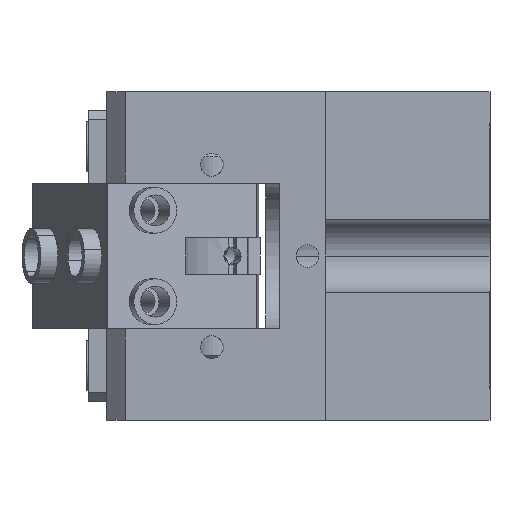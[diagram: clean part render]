
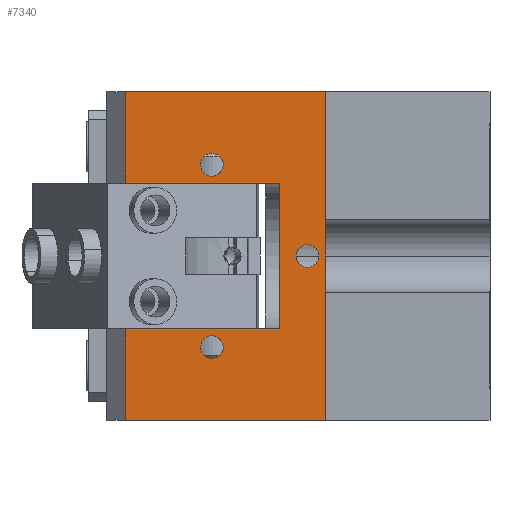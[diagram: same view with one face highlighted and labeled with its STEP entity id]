
A CAD part, left-side view. The second image highlights one B-rep face of the part: STEP entity #7340.
In plain terms, the highlighted planar face has unit normal (-1, 0, 0).
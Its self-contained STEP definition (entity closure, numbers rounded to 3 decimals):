
#409 = AXIS2_PLACEMENT_3D ( 'NONE', #3875, #3877, #3878 ) ;
#1130 = CARTESIAN_POINT ( 'NONE',  ( -30., 36., -8. ) ) ;
#1147 = CARTESIAN_POINT ( 'NONE',  ( -30., 14., 18. ) ) ;
#1148 = CARTESIAN_POINT ( 'NONE',  ( -30., 36., 8. ) ) ;
#1149 = CARTESIAN_POINT ( 'NONE',  ( -30., 19.1, 8. ) ) ;
#1150 = CARTESIAN_POINT ( 'NONE',  ( -30., 19.1, -8. ) ) ;
#1151 = CARTESIAN_POINT ( 'NONE',  ( -30., 36., 18. ) ) ;
#3872 = PLANE ( 'NONE',  #409 ) ;
#3875 = CARTESIAN_POINT ( 'NONE',  ( -30., 14., -18. ) ) ;
#3877 = DIRECTION ( 'NONE',  ( -1., 0., 0. ) ) ;
#3878 = DIRECTION ( 'NONE',  ( 0., 0., 1. ) ) ;
#4408 = CARTESIAN_POINT ( 'NONE',  ( -30., 36., -18. ) ) ;
#4410 = CARTESIAN_POINT ( 'NONE',  ( -30., 14., -18. ) ) ;
#4516 = CARTESIAN_POINT ( 'NONE',  ( -30., 26.5, 11.25 ) ) ;
#4520 = CARTESIAN_POINT ( 'NONE',  ( -30., 26.5, -8.75 ) ) ;
#4523 = CARTESIAN_POINT ( 'NONE',  ( -30., 26.5, -11.25 ) ) ;
#4524 = CARTESIAN_POINT ( 'NONE',  ( -30., 16., -1.25 ) ) ;
#4529 = CARTESIAN_POINT ( 'NONE',  ( -30., 26.5, 8.75 ) ) ;
#4537 = CARTESIAN_POINT ( 'NONE',  ( -30., 16., 1.25 ) ) ;
#5643 = CARTESIAN_POINT ( 'NONE',  ( -30., 16., 0. ) ) ;
#5650 = DIRECTION ( 'NONE',  ( -1., 0., 0. ) ) ;
#5651 = DIRECTION ( 'NONE',  ( 0., 0., 1. ) ) ;
#5656 = CARTESIAN_POINT ( 'NONE',  ( -30., 26.5, 10. ) ) ;
#5658 = CARTESIAN_POINT ( 'NONE',  ( -30., 26.5, -10. ) ) ;
#5665 = DIRECTION ( 'NONE',  ( -1., 0., 0. ) ) ;
#5666 = DIRECTION ( 'NONE',  ( 0., 0., 1. ) ) ;
#5670 = DIRECTION ( 'NONE',  ( -1., 0., 0. ) ) ;
#5671 = DIRECTION ( 'NONE',  ( 0., 0., 1. ) ) ;
#5998 = VERTEX_POINT ( 'NONE', #4408 ) ;
#6000 = VERTEX_POINT ( 'NONE', #4410 ) ;
#6106 = VERTEX_POINT ( 'NONE', #4516 ) ;
#6110 = VERTEX_POINT ( 'NONE', #4520 ) ;
#6113 = VERTEX_POINT ( 'NONE', #4523 ) ;
#6114 = VERTEX_POINT ( 'NONE', #4524 ) ;
#6119 = VERTEX_POINT ( 'NONE', #4529 ) ;
#6127 = VERTEX_POINT ( 'NONE', #4537 ) ;
#6419 = CIRCLE ( 'NONE', #13147, 1.25 ) ;
#6430 = CIRCLE ( 'NONE', #13149, 1.25 ) ;
#6433 = CIRCLE ( 'NONE', #13153, 1.25 ) ;
#6712 = LINE ( 'NONE', #11719, #6713 ) ;
#6713 = VECTOR ( 'NONE', #11720, 1000. ) ;
#6844 = LINE ( 'NONE', #11871, #6845 ) ;
#6845 = VECTOR ( 'NONE', #11872, 1000. ) ;
#7004 = EDGE_LOOP ( 'NONE', ( #10309, #10307 ) ) ;
#7011 = EDGE_LOOP ( 'NONE', ( #10295, #10293, #10291, #10287, #10285, #10283, #10280, #10278 ) ) ;
#7014 = EDGE_LOOP ( 'NONE', ( #10305, #10301 ) ) ;
#7017 = EDGE_LOOP ( 'NONE', ( #10299, #10296 ) ) ;
#7340 = ADVANCED_FACE ( 'NONE', ( #17655, #17636, #17659, #17661 ), #3872, .T. ) ;
#10278 = ORIENTED_EDGE ( 'NONE', *, *, #14157, .F. ) ;
#10280 = ORIENTED_EDGE ( 'NONE', *, *, #14155, .F. ) ;
#10283 = ORIENTED_EDGE ( 'NONE', *, *, #14148, .T. ) ;
#10285 = ORIENTED_EDGE ( 'NONE', *, *, #13938, .T. ) ;
#10287 = ORIENTED_EDGE ( 'NONE', *, *, #14000, .F. ) ;
#10291 = ORIENTED_EDGE ( 'NONE', *, *, #14154, .F. ) ;
#10293 = ORIENTED_EDGE ( 'NONE', *, *, #14143, .F. ) ;
#10295 = ORIENTED_EDGE ( 'NONE', *, *, #14149, .T. ) ;
#10296 = ORIENTED_EDGE ( 'NONE', *, *, #13778, .F. ) ;
#10299 = ORIENTED_EDGE ( 'NONE', *, *, #14151, .F. ) ;
#10301 = ORIENTED_EDGE ( 'NONE', *, *, #13786, .F. ) ;
#10305 = ORIENTED_EDGE ( 'NONE', *, *, #14153, .F. ) ;
#10307 = ORIENTED_EDGE ( 'NONE', *, *, #13784, .F. ) ;
#10309 = ORIENTED_EDGE ( 'NONE', *, *, #14152, .F. ) ;
#11049 = LINE ( 'NONE', #12430, #11087 ) ;
#11087 = VECTOR ( 'NONE', #12431, 1000. ) ;
#11097 = LINE ( 'NONE', #12441, #11098 ) ;
#11098 = VECTOR ( 'NONE', #12442, 1000. ) ;
#11099 = LINE ( 'NONE', #12443, #11100 ) ;
#11100 = VECTOR ( 'NONE', #12444, 1000. ) ;
#11103 = LINE ( 'NONE', #12455, #11106 ) ;
#11105 = CIRCLE ( 'NONE', #13279, 1.25 ) ;
#11106 = VECTOR ( 'NONE', #12456, 1000. ) ;
#11107 = CIRCLE ( 'NONE', #13278, 1.25 ) ;
#11108 = LINE ( 'NONE', #12450, #11114 ) ;
#11109 = CIRCLE ( 'NONE', #13280, 1.25 ) ;
#11110 = LINE ( 'NONE', #12457, #11111 ) ;
#11111 = VECTOR ( 'NONE', #12458, 1000. ) ;
#11114 = VECTOR ( 'NONE', #12463, 1000. ) ;
#11719 = CARTESIAN_POINT ( 'NONE',  ( -30., 14., -18. ) ) ;
#11720 = DIRECTION ( 'NONE',  ( 0., -1., 0. ) ) ;
#11871 = CARTESIAN_POINT ( 'NONE',  ( -30., 36., -18. ) ) ;
#11872 = DIRECTION ( 'NONE',  ( 0., 0., 1. ) ) ;
#12105 = VERTEX_POINT ( 'NONE', #1130 ) ;
#12122 = VERTEX_POINT ( 'NONE', #1147 ) ;
#12123 = VERTEX_POINT ( 'NONE', #1148 ) ;
#12124 = VERTEX_POINT ( 'NONE', #1149 ) ;
#12125 = VERTEX_POINT ( 'NONE', #1150 ) ;
#12126 = VERTEX_POINT ( 'NONE', #1151 ) ;
#12427 = CARTESIAN_POINT ( 'NONE',  ( -30., 16., 0. ) ) ;
#12430 = CARTESIAN_POINT ( 'NONE',  ( -30., 19.1, -8. ) ) ;
#12431 = DIRECTION ( 'NONE',  ( 0., 0., 1. ) ) ;
#12434 = CARTESIAN_POINT ( 'NONE',  ( -30., 26.5, -10. ) ) ;
#12441 = CARTESIAN_POINT ( 'NONE',  ( -30., 14., -18. ) ) ;
#12442 = DIRECTION ( 'NONE',  ( 0., 0., 1. ) ) ;
#12443 = CARTESIAN_POINT ( 'NONE',  ( -30., 36., 8. ) ) ;
#12444 = DIRECTION ( 'NONE',  ( 0., -1., 0. ) ) ;
#12447 = CARTESIAN_POINT ( 'NONE',  ( -30., 26.5, 10. ) ) ;
#12448 = DIRECTION ( 'NONE',  ( -1., 0., 0. ) ) ;
#12449 = DIRECTION ( 'NONE',  ( 0., 0., 1. ) ) ;
#12450 = CARTESIAN_POINT ( 'NONE',  ( -30., 36., -18. ) ) ;
#12451 = DIRECTION ( 'NONE',  ( -1., 0., 0. ) ) ;
#12452 = DIRECTION ( 'NONE',  ( 0., 0., 1. ) ) ;
#12453 = DIRECTION ( 'NONE',  ( -1., 0., 0. ) ) ;
#12454 = DIRECTION ( 'NONE',  ( 0., 0., 1. ) ) ;
#12455 = CARTESIAN_POINT ( 'NONE',  ( -30., 36., -8. ) ) ;
#12456 = DIRECTION ( 'NONE',  ( 0., -1., 0. ) ) ;
#12457 = CARTESIAN_POINT ( 'NONE',  ( -30., 14., 18. ) ) ;
#12458 = DIRECTION ( 'NONE',  ( 0., -1., 0. ) ) ;
#12463 = DIRECTION ( 'NONE',  ( 0., 0., 1. ) ) ;
#13147 = AXIS2_PLACEMENT_3D ( 'NONE', #5643, #5650, #5651 ) ;
#13149 = AXIS2_PLACEMENT_3D ( 'NONE', #5658, #5665, #5666 ) ;
#13153 = AXIS2_PLACEMENT_3D ( 'NONE', #5656, #5670, #5671 ) ;
#13278 = AXIS2_PLACEMENT_3D ( 'NONE', #12434, #12451, #12452 ) ;
#13279 = AXIS2_PLACEMENT_3D ( 'NONE', #12427, #12448, #12449 ) ;
#13280 = AXIS2_PLACEMENT_3D ( 'NONE', #12447, #12453, #12454 ) ;
#13778 = EDGE_CURVE ( 'NONE', #6114, #6127, #6419, .T. ) ;
#13784 = EDGE_CURVE ( 'NONE', #6113, #6110, #6430, .T. ) ;
#13786 = EDGE_CURVE ( 'NONE', #6119, #6106, #6433, .T. ) ;
#13938 = EDGE_CURVE ( 'NONE', #5998, #6000, #6712, .T. ) ;
#14000 = EDGE_CURVE ( 'NONE', #5998, #12105, #6844, .T. ) ;
#14143 = EDGE_CURVE ( 'NONE', #12125, #12124, #11049, .T. ) ;
#14148 = EDGE_CURVE ( 'NONE', #6000, #12122, #11097, .T. ) ;
#14149 = EDGE_CURVE ( 'NONE', #12123, #12124, #11099, .T. ) ;
#14151 = EDGE_CURVE ( 'NONE', #6127, #6114, #11105, .T. ) ;
#14152 = EDGE_CURVE ( 'NONE', #6110, #6113, #11107, .T. ) ;
#14153 = EDGE_CURVE ( 'NONE', #6106, #6119, #11109, .T. ) ;
#14154 = EDGE_CURVE ( 'NONE', #12105, #12125, #11103, .T. ) ;
#14155 = EDGE_CURVE ( 'NONE', #12126, #12122, #11110, .T. ) ;
#14157 = EDGE_CURVE ( 'NONE', #12123, #12126, #11108, .T. ) ;
#17636 = FACE_BOUND ( 'NONE', #7014, .T. ) ;
#17655 = FACE_BOUND ( 'NONE', #7004, .T. ) ;
#17659 = FACE_BOUND ( 'NONE', #7017, .T. ) ;
#17661 = FACE_OUTER_BOUND ( 'NONE', #7011, .T. ) ;
